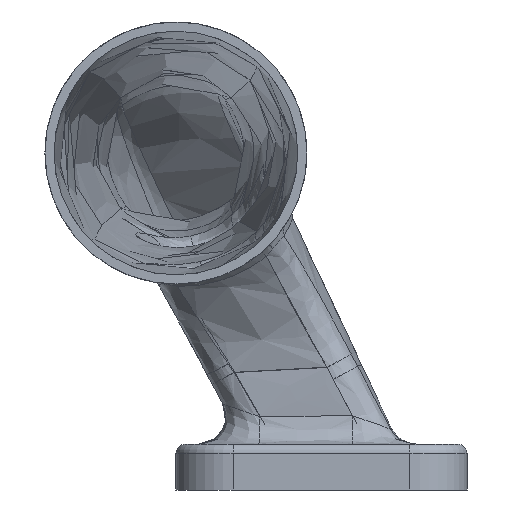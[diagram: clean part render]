
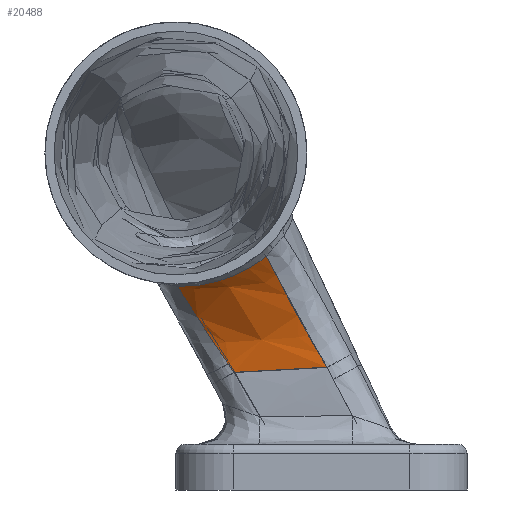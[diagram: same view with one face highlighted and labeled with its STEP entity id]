
A CAD part, left-side view. The second image highlights one B-rep face of the part: STEP entity #20488.
In plain terms, the highlighted free-form (B-spline) face has degree [3, 3] with [7, 8] control points.
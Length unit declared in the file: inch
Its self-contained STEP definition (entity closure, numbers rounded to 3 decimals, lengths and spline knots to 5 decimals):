
#5284=CARTESIAN_POINT('',(-210.44027,31.41488,34.37513));
#5286=CARTESIAN_POINT('',(-210.44027,31.41488,34.37513));
#5287=CARTESIAN_POINT('',(-210.56988,30.38318,34.36312));
#5288=CARTESIAN_POINT('',(-210.86355,28.41619,34.44308));
#5289=CARTESIAN_POINT('',(-211.33014,25.84898,34.77631));
#5290=CARTESIAN_POINT('',(-211.79766,23.58115,35.25389));
#5291=CARTESIAN_POINT('',(-212.24454,21.57903,35.82693));
#5292=CARTESIAN_POINT('',(-212.65623,19.81404,36.45773));
#5293=CARTESIAN_POINT('',(-213.029,18.25716,37.11873));
#5294=CARTESIAN_POINT('',(-213.3662,16.87194,37.79695));
#5295=CARTESIAN_POINT('',(-213.67125,15.63564,38.48282));
#5296=CARTESIAN_POINT('',(-213.94874,14.52663,39.17219));
#5297=CARTESIAN_POINT('',(-214.1906,13.55341,39.83667));
#5298=CARTESIAN_POINT('',(-214.39448,12.71349,40.4547));
#5299=CARTESIAN_POINT('',(-214.50653,12.2339,40.82889));
#5300=CARTESIAN_POINT('',(-214.55722,12.01364,41.005));
#5302=CARTESIAN_POINT('',(-214.55722,12.01364,41.005));
#5303=CARTESIAN_POINT('',(-213.26575,11.36051,39.72645));
#5304=CARTESIAN_POINT('',(-210.9064,9.98108,37.02631));
#5305=CARTESIAN_POINT('',(-208.00307,7.64683,32.53614));
#5306=CARTESIAN_POINT('',(-205.93285,5.24032,28.02978));
#5307=CARTESIAN_POINT('',(-204.61507,2.86963,23.73116));
#5308=CARTESIAN_POINT('',(-203.92611,0.65331,
19.85195));
#5309=CARTESIAN_POINT('',(-203.76711,-0.61882,
17.69516));
#5310=CARTESIAN_POINT('',(-203.72955,-1.20004,
16.7216));
#5312=CARTESIAN_POINT('',(-203.72955,-1.20004,
16.7216));
#5313=CARTESIAN_POINT('',(-203.73268,-0.44549,
16.68061));
#5314=CARTESIAN_POINT('',(-203.72653,3.04203,16.49116));
#5315=CARTESIAN_POINT('',(-203.54325,9.24907,16.15398));
#5316=CARTESIAN_POINT('',(-203.12524,15.2174,15.82976));
#5317=CARTESIAN_POINT('',(-202.83464,18.44194,15.6546));
#5318=CARTESIAN_POINT('',(-202.77722,19.05499,15.6213));
#5320=CARTESIAN_POINT('',(-202.78723,20.3254,17.44378));
#5321=CARTESIAN_POINT('',(-202.77799,20.1856,17.24089));
#5322=CARTESIAN_POINT('',(-202.76493,19.90507,16.83528));
#5323=CARTESIAN_POINT('',(-202.76159,19.48166,16.2278));
#5324=CARTESIAN_POINT('',(-202.7702,19.19751,15.82333));
#5325=CARTESIAN_POINT('',(-202.77722,19.05499,15.6213));
#5327=CARTESIAN_POINT('',(-210.44027,31.41488,34.37513));
#5328=CARTESIAN_POINT('',(-209.68881,30.9061,33.58496));
#5329=CARTESIAN_POINT('',(-208.34432,29.89613,32.01126));
#5330=CARTESIAN_POINT('',(-206.76147,28.4478,29.7508));
#5331=CARTESIAN_POINT('',(-205.53383,27.06602,27.60476));
#5332=CARTESIAN_POINT('',(-204.60278,25.76148,25.58957));
#5333=CARTESIAN_POINT('',(-203.91313,24.53527,23.71113));
#5334=CARTESIAN_POINT('',(-203.42051,23.38449,21.96875));
#5335=CARTESIAN_POINT('',(-203.08629,22.30368,20.35089));
#5336=CARTESIAN_POINT('',(-202.87824,21.28564,18.84378));
#5337=CARTESIAN_POINT('',(-202.80797,20.63913,17.89909));
#5338=CARTESIAN_POINT('',(-202.78723,20.3254,17.44378));
#5340=CARTESIAN_POINT('',(-214.55722,12.01364,41.005));
#5560=CARTESIAN_POINT('',(-203.72955,-1.20004,
16.7216));
#5657=VERTEX_POINT('',#5320);
#5658=VERTEX_POINT('',#5325);
#5689=VERTEX_POINT('',#5560);
#5725=VERTEX_POINT('',#5340);
#5742=VERTEX_POINT('',#5284);
#20421=CARTESIAN_POINT('',(-203.69904,-3.46038,
16.51353));
#20422=CARTESIAN_POINT('',(-203.77021,-2.0595,
18.95801));
#20423=CARTESIAN_POINT('',(-204.34993,0.66478,
23.61076));
#20424=CARTESIAN_POINT('',(-206.46613,4.60736,
30.10431));
#20425=CARTESIAN_POINT('',(-209.74966,8.29239,
35.97403));
#20426=CARTESIAN_POINT('',(-212.81628,10.6139,
39.54203));
#20427=CARTESIAN_POINT('',(-214.60395,11.72648,
41.21413));
#20428=CARTESIAN_POINT('',(-214.71626,11.79555,
41.31777));
#20429=CARTESIAN_POINT('',(-203.72037,-2.01376,
16.43692));
#20430=CARTESIAN_POINT('',(-203.79336,-0.62179,
18.86674));
#20431=CARTESIAN_POINT('',(-204.39568,2.08888,
23.49678));
#20432=CARTESIAN_POINT('',(-206.58458,6.00578,
29.94217));
#20433=CARTESIAN_POINT('',(-209.95254,9.65223,
35.73573));
#20434=CARTESIAN_POINT('',(-213.06821,11.93755,
39.23142));
#20435=CARTESIAN_POINT('',(-214.87479,13.02987,
40.86307));
#20436=CARTESIAN_POINT('',(-214.98826,13.09766,
40.96418));
#20437=CARTESIAN_POINT('',(-203.73613,2.1711,
16.21495));
#20438=CARTESIAN_POINT('',(-203.8069,3.53977,
18.60475));
#20439=CARTESIAN_POINT('',(-204.45892,6.21741,
23.17707));
#20440=CARTESIAN_POINT('',(-206.83719,10.07426,
29.50497));
#20441=CARTESIAN_POINT('',(-210.4355,13.62741,
35.10821));
#20442=CARTESIAN_POINT('',(-213.69075,15.82289,
38.41952));
#20443=CARTESIAN_POINT('',(-215.55336,16.86456,
39.94745));
#20444=CARTESIAN_POINT('',(-215.67025,16.92918,
40.04206));
#20445=CARTESIAN_POINT('',(-203.53683,9.07391,
15.84774));
#20446=CARTESIAN_POINT('',(-203.57243,10.40626,
18.17922));
#20447=CARTESIAN_POINT('',(-204.23314,13.03971,
22.68903));
#20448=CARTESIAN_POINT('',(-206.81309,16.83671,
28.93026));
#20449=CARTESIAN_POINT('',(-210.71008,20.29787,
34.37733));
#20450=CARTESIAN_POINT('',(-214.17571,22.40066,
37.51958));
#20451=CARTESIAN_POINT('',(-216.13356,23.38932,
38.94928));
#20452=CARTESIAN_POINT('',(-216.25635,23.45061,
39.03772));
#20453=CARTESIAN_POINT('',(-203.07633,15.78581,
15.49088));
#20454=CARTESIAN_POINT('',(-203.04172,17.0613,
17.76478));
#20455=CARTESIAN_POINT('',(-203.6181,19.61461,
22.23905));
#20456=CARTESIAN_POINT('',(-206.24007,23.32753,
28.5276));
#20457=CARTESIAN_POINT('',(-210.30614,26.70551,
34.03678));
#20458=CARTESIAN_POINT('',(-213.93928,28.74104,
37.20446));
#20459=CARTESIAN_POINT('',(-215.98787,29.69313,
38.64188));
#20460=CARTESIAN_POINT('',(-216.11633,29.75214,
38.73078));
#20461=CARTESIAN_POINT('',(-202.71137,19.71595,
15.28244));
#20462=CARTESIAN_POINT('',(-202.6251,20.9417,
17.51928));
#20463=CARTESIAN_POINT('',(-203.12112,23.41483,
21.97569));
#20464=CARTESIAN_POINT('',(-205.70826,27.03594,
28.33601));
#20465=CARTESIAN_POINT('',(-209.82096,30.33409,
33.96373));
#20466=CARTESIAN_POINT('',(-213.53175,32.31609,
37.22408));
#20467=CARTESIAN_POINT('',(-215.62931,33.2409,
38.70944));
#20468=CARTESIAN_POINT('',(-215.76086,33.29821,
38.80133));
#20469=CARTESIAN_POINT('',(-202.58038,21.03249,
15.21272));
#20470=CARTESIAN_POINT('',(-202.47592,22.23922,
17.4365));
#20471=CARTESIAN_POINT('',(-202.94223,24.68069,
21.88659));
#20472=CARTESIAN_POINT('',(-205.51186,28.26455,
28.27465));
#20473=CARTESIAN_POINT('',(-209.6347,31.53067,
33.94998));
#20474=CARTESIAN_POINT('',(-213.36914,33.49187,
37.24926));
#20475=CARTESIAN_POINT('',(-215.48249,34.40622,
38.75514));
#20476=CARTESIAN_POINT('',(-215.61504,34.46288,
38.84831));
#20477=B_SPLINE_SURFACE_WITH_KNOTS('',3,3,((#20421,#20422,#20423,#20424,#20425,
#20426,#20427,#20428),(#20429,#20430,#20431,#20432,#20433,#20434,#20435,#20436),
(#20437,#20438,#20439,#20440,#20441,#20442,#20443,#20444),(#20445,#20446,#20447,
#20448,#20449,#20450,#20451,#20452),(#20453,#20454,#20455,#20456,#20457,#20458,
#20459,#20460),(#20461,#20462,#20463,#20464,#20465,#20466,#20467,#20468),
(#20469,#20470,#20471,#20472,#20473,#20474,#20475,#20476)),.UNSPECIFIED.,.F.,
.F.,.F.,(4,1,1,1,4),(4,1,1,1,1,4),(0.1176,0.25,0.5,0.75,
0.87799),(17.65447,28.51005,38.8901,
49.27015,59.6502,60.34083),.UNSPECIFIED.);
#20478=ORIENTED_EDGE('',*,*,#19922,.T.);
#20480=ORIENTED_EDGE('',*,*,#20479,.T.);
#20482=ORIENTED_EDGE('',*,*,#20481,.T.);
#20484=ORIENTED_EDGE('',*,*,#20483,.F.);
#20485=ORIENTED_EDGE('',*,*,#20413,.F.);
#20486=EDGE_LOOP('',(#20478,#20480,#20482,#20484,#20485));
#20487=FACE_OUTER_BOUND('',#20486,.F.);
#5301=B_SPLINE_CURVE_WITH_KNOTS('',3,(#5286,#5287,#5288,#5289,#5290,#5291,#5292,
#5293,#5294,#5295,#5296,#5297,#5298,#5299,#5300),.UNSPECIFIED.,.F.,.F.,(4,1,1,1,
1,1,1,1,1,1,1,1,4),(0.,0.08333,0.16667,0.25,
0.33333,0.41667,0.5,0.58333,0.66667,
0.75,0.83333,0.91667,1.),.UNSPECIFIED.);
#5311=B_SPLINE_CURVE_WITH_KNOTS('',3,(#5302,#5303,#5304,#5305,#5306,#5307,#5308,
#5309,#5310),.UNSPECIFIED.,.F.,.F.,(4,1,1,1,1,1,4),(0.,0.16667,
0.33333,0.5,0.66667,0.83333,1.),
.UNSPECIFIED.);
#5319=B_SPLINE_CURVE_WITH_KNOTS('',3,(#5312,#5313,#5314,#5315,#5316,#5317,
#5318),.UNSPECIFIED.,.F.,.F.,(4,1,1,1,4),(0.,0.10993,
0.50797,0.90601,1.),.UNSPECIFIED.);
#5326=B_SPLINE_CURVE_WITH_KNOTS('',3,(#5320,#5321,#5322,#5323,#5324,#5325),
.UNSPECIFIED.,.F.,.F.,(4,1,1,4),(0.,0.33333,0.66667,1.),
.UNSPECIFIED.);
#5339=B_SPLINE_CURVE_WITH_KNOTS('',3,(#5327,#5328,#5329,#5330,#5331,#5332,#5333,
#5334,#5335,#5336,#5337,#5338),.UNSPECIFIED.,.F.,.F.,(4,1,1,1,1,1,1,1,1,4),
(0.,0.11111,0.22222,0.33333,0.44444,
0.55556,0.66667,0.77778,0.88889,1.),
.UNSPECIFIED.);
#19922=EDGE_CURVE('',#5742,#5725,#5301,.T.);
#20413=EDGE_CURVE('',#5742,#5657,#5339,.T.);
#20479=EDGE_CURVE('',#5725,#5689,#5311,.T.);
#20481=EDGE_CURVE('',#5689,#5658,#5319,.T.);
#20483=EDGE_CURVE('',#5657,#5658,#5326,.T.);
#20488=ADVANCED_FACE('',(#20487),#20477,.F.);
